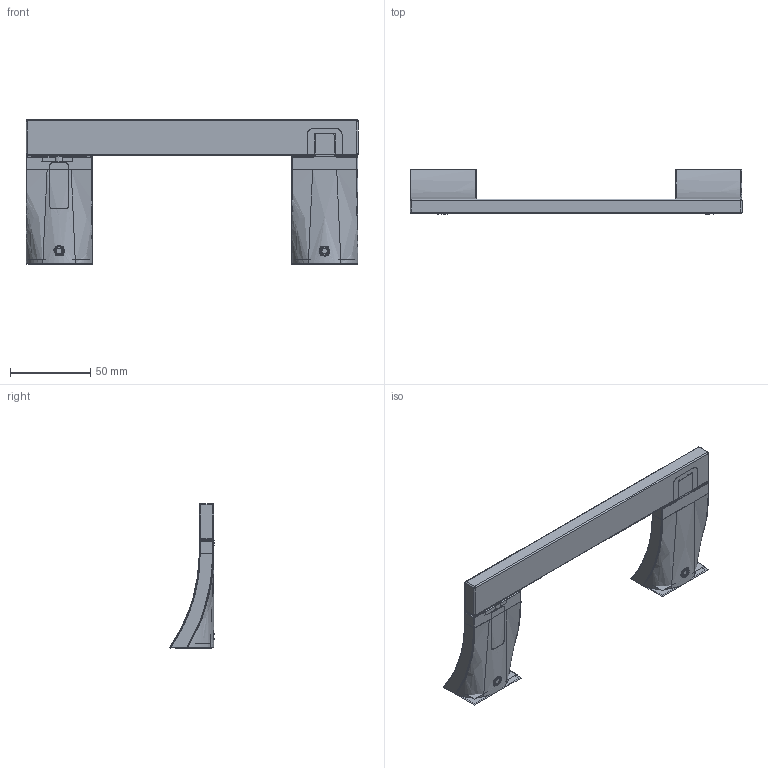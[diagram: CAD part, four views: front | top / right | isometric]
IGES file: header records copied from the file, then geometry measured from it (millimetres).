
Start section:  PTC IGES file: 37-28.igs
Global section: file name: 37-28.igs; native system: Pro/ENGINEER by Parametric Technology Corporation; preprocessor: 2009300; author: ravindrashirol; organization: Unknown; date: 20120130.135539; units: inch
Bounding box: 206.43 x 27.91 x 89.92 mm (x, y, z)
Surface area: 86495.2 mm2 (no closed solid volume)
Topology: 0 solids, 0 shells, 1698 faces, 11436 edges, 11412 vertices
Faces by surface type: bspline 1698
